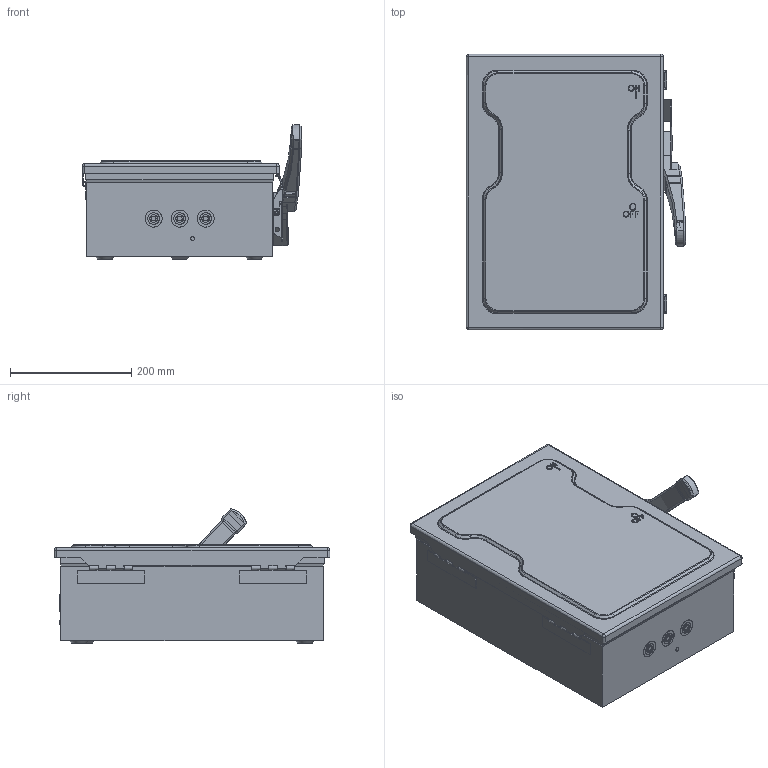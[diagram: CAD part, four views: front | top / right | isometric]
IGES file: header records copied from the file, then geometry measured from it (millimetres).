
Global section: file name: EOH361K.igs; preprocessor: I-DEAS 3D IGES Translator 15; date: 20140203.145037; units: millimetre
Bounding box: 361.8 x 454.82 x 221.63 mm (x, y, z)
Volume: 9115.2 mm3; surface area: 636227.4 mm2
Topology: 9 solids, 9 shells, 936 faces, 5120 edges, 4944 vertices
Faces by surface type: bspline 936
